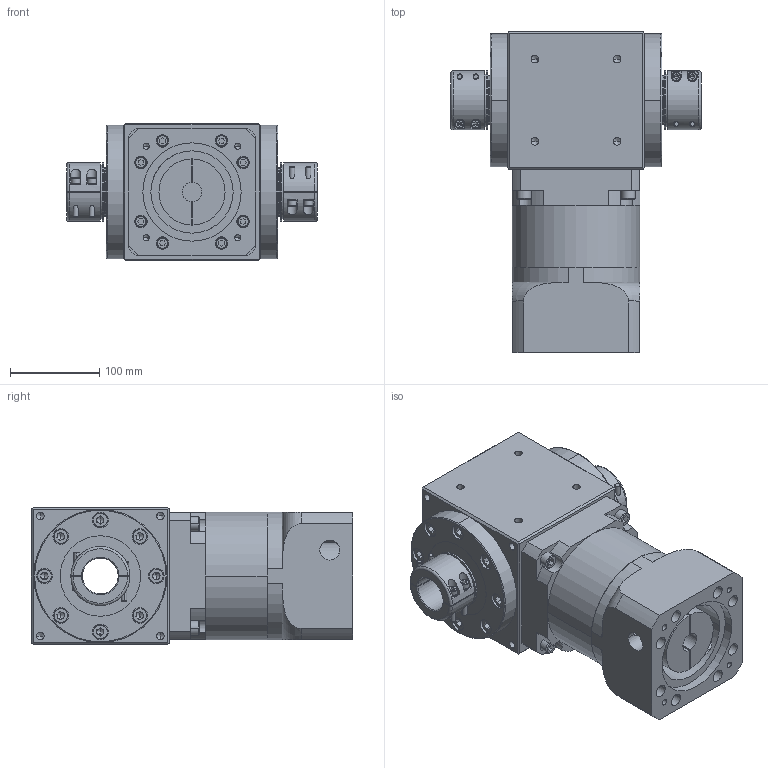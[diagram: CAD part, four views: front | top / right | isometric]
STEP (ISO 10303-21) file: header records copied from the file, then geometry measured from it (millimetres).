
FILE_DESCRIPTION (( 'STEP AP214' ), '1' );
FILE_NAME ('RAH150-L1-XX-D-22-110-145-M8_2019.STEP', '2019-05-13T05:49:22', ( 'Y' ), ( 'NCU' ), 'SwSTEP 2.0', 'SolidWorks 2016', '' );
FILE_SCHEMA (( 'AUTOMOTIVE_DESIGN' ));
Length unit declared in the file: millimetre
Products named in the file (1): RAH150-L1-XX-D-22-110-145-M8_2019
Bounding box: 280 x 359 x 154 mm (x, y, z)
Volume: 7545436.4 mm3; surface area: 506154.3 mm2
Topology: 2 solids, 26 shells, 1249 faces, 2922 edges, 1792 vertices
Faces by surface type: plane 633, cylinder 398, cone 142, torus 76
Entity records: 37942 total; most frequent: CARTESIAN_POINT 7766, DIRECTION 6434, ORIENTED_EDGE 5652, EDGE_CURVE 2826, AXIS2_PLACEMENT_3D 2438, VERTEX_POINT 1792, LINE 1558, VECTOR 1558
